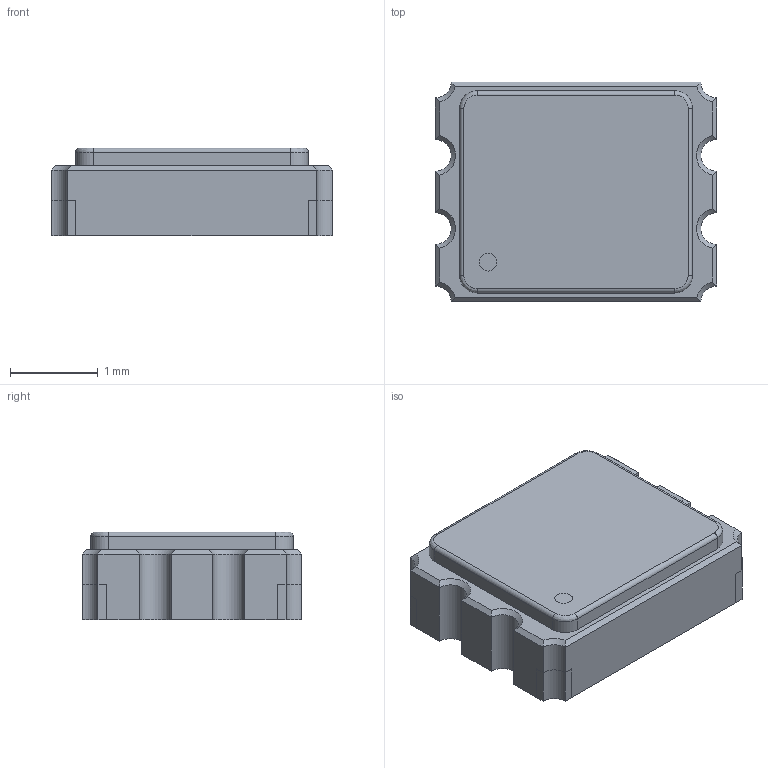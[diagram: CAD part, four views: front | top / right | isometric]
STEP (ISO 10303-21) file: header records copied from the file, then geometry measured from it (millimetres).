
FILE_DESCRIPTION (( 'STEP AP214' ), '1' );
FILE_NAME ('78121EB1-B510-47E4-AA7F-DC806C25CB94.STEP', '2023-05-26T10:01:18', ( '' ), ( '' ), 'SwSTEP 2.0', 'SolidWorks 2022', '' );
FILE_SCHEMA (( 'AUTOMOTIVE_DESIGN' ));
Length unit declared in the file: millimetre
Products named in the file (1): 78121EB1-B510-47E4-AA7F-DC806C25CB94
Bounding box: 3.2 x 2.5 x 1 mm (x, y, z)
Volume: 7.3 mm3; surface area: 52.4 mm2
Topology: 7 solids, 7 shells, 143 faces, 360 edges, 232 vertices
Faces by surface type: plane 89, cylinder 42, cone 8, bspline 4
Entity records: 4556 total; most frequent: CARTESIAN_POINT 856, ORIENTED_EDGE 720, DIRECTION 712, EDGE_CURVE 360, VECTOR 248, LINE 248, AXIS2_PLACEMENT_3D 232, VERTEX_POINT 232
